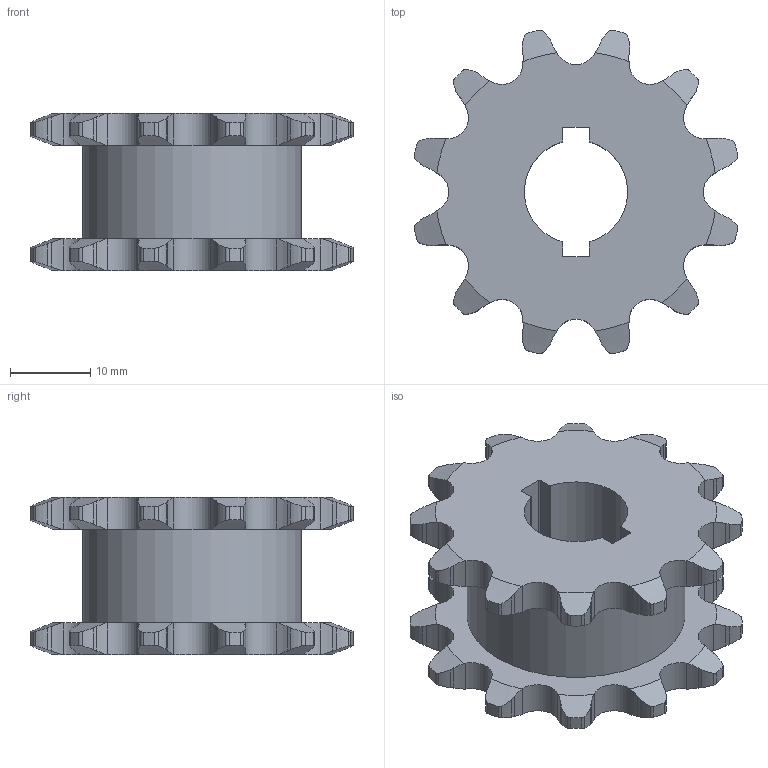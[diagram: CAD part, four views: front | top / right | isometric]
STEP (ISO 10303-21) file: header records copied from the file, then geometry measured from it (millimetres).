
FILE_DESCRIPTION( ( 'Unknown' ), '1' );
FILE_NAME( 'S35-12DHE.stp', 'Unknown', ( 'Unknown' ), ( 'Unknown' ), 'XStep 1.0', 'Unknown', ' ' );
FILE_SCHEMA( ( 'CONFIG_CONTROL_DESIGN' ) );
Length unit declared in the file: millimetre
Products named in the file (1): 1
Bounding box: 40.23 x 40.23 x 19.56 mm (x, y, z)
Volume: 11826.8 mm3; surface area: 5709 mm2
Topology: 1 solids, 1 shells, 309 faces, 915 edges, 610 vertices
Faces by surface type: cylinder 203, plane 58, cone 48
Full cylindrical faces by diameter (mm): 27.178 x1
Entity records: 10798 total; most frequent: CARTESIAN_POINT 2986, ORIENTED_EDGE 1828, DIRECTION 1412, EDGE_CURVE 914, VERTEX_POINT 610, AXIS2_PLACEMENT_3D 572, B_SPLINE_CURVE_WITH_KNOTS 384, EDGE_LOOP 314
